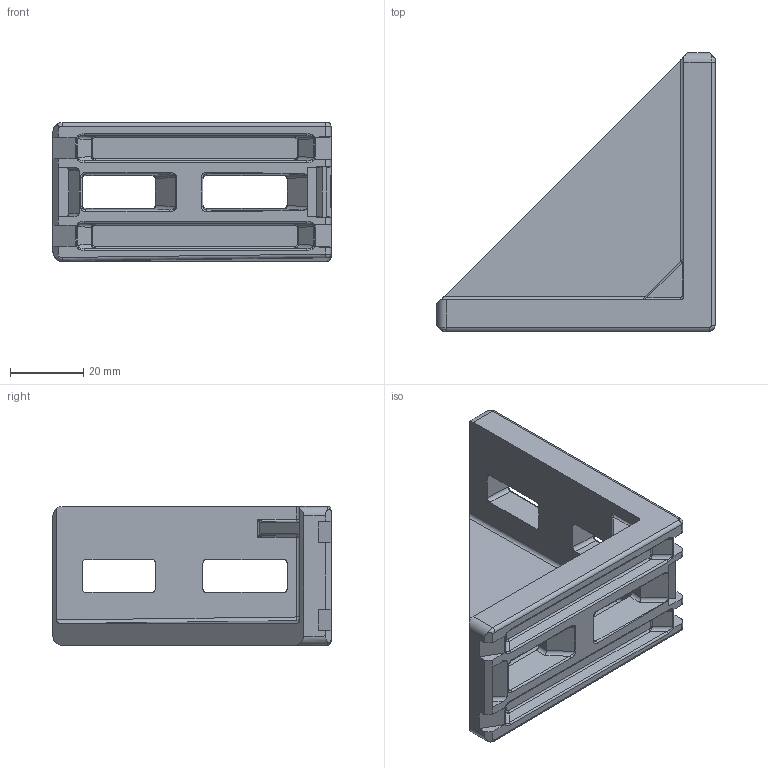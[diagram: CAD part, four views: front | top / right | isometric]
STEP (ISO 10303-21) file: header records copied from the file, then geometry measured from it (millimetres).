
FILE_DESCRIPTION (( 'STEP AP214' ), '1' );
FILE_NAME ('6.04.spb48.STEP', '2015-06-03T11:21:57', ( '' ), ( '' ), 'SwSTEP 2.0', 'SolidWorks 2015', '' );
FILE_SCHEMA (( 'AUTOMOTIVE_DESIGN' ));
Length unit declared in the file: millimetre
Products named in the file (1): 6.04.spb48
Bounding box: 76 x 76 x 38 mm (x, y, z)
Volume: 44284.7 mm3; surface area: 20005.2 mm2
Topology: 1 solids, 1 shells, 291 faces, 743 edges, 452 vertices
Faces by surface type: cylinder 111, plane 92, bspline 88
Entity records: 10894 total; most frequent: CARTESIAN_POINT 4612, ORIENTED_EDGE 1478, DIRECTION 1076, EDGE_CURVE 739, VERTEX_POINT 452, VECTOR 376, LINE 376, AXIS2_PLACEMENT_3D 350
